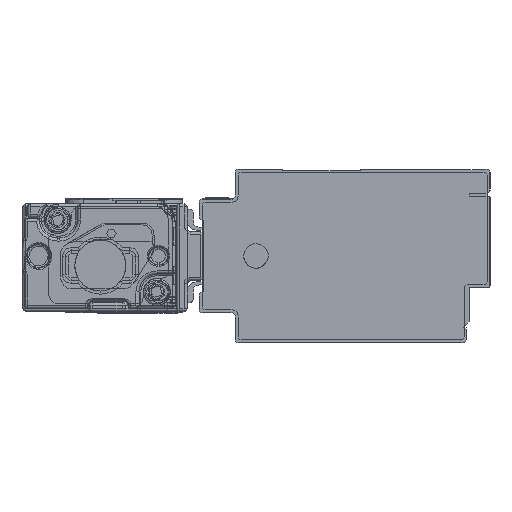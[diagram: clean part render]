
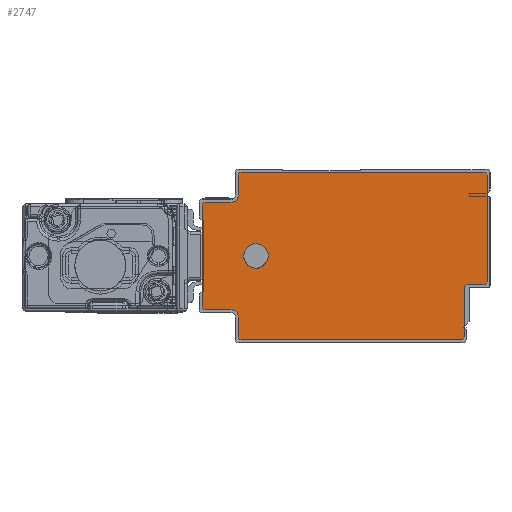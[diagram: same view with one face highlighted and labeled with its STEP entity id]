
A CAD part, left-side view. The second image highlights one B-rep face of the part: STEP entity #2747.
In plain terms, the highlighted planar face has unit normal (-1, 0, 0).
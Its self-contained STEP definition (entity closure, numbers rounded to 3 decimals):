
#1563=AXIS2_PLACEMENT_3D('Circle Axis2P3D',#1561,#1562,$) ;
#1611=AXIS2_PLACEMENT_3D('Circle Axis2P3D',#1609,#1610,$) ;
#1659=AXIS2_PLACEMENT_3D('Circle Axis2P3D',#1657,#1658,$) ;
#1707=AXIS2_PLACEMENT_3D('Circle Axis2P3D',#1705,#1706,$) ;
#2630=AXIS2_PLACEMENT_3D('Plane Axis2P3D',#2627,#2628,#2629) ;
#2634=AXIS2_PLACEMENT_3D('Circle Axis2P3D',#2632,#2633,$) ;
#2648=AXIS2_PLACEMENT_3D('Circle Axis2P3D',#2646,#2647,$) ;
#2662=AXIS2_PLACEMENT_3D('Circle Axis2P3D',#2660,#2661,$) ;
#2676=AXIS2_PLACEMENT_3D('Circle Axis2P3D',#2674,#2675,$) ;
#2690=AXIS2_PLACEMENT_3D('Circle Axis2P3D',#2688,#2689,$) ;
#2704=AXIS2_PLACEMENT_3D('Circle Axis2P3D',#2702,#2703,$) ;
#2731=AXIS2_PLACEMENT_3D('Circle Axis2P3D',#2729,#2730,$) ;
#2740=AXIS2_PLACEMENT_3D('Circle Axis2P3D',#2738,#2739,$) ;
#1514=CARTESIAN_POINT('Line Origine',(-2175.5,44.,14.5)) ;
#1518=CARTESIAN_POINT('Vertex',(-2175.5,44.,6.)) ;
#1520=CARTESIAN_POINT('Vertex',(-2175.5,44.,23.)) ;
#1561=CARTESIAN_POINT('Axis2P3D Location',(-2175.5,43.5,23.)) ;
#1565=CARTESIAN_POINT('Vertex',(-2175.5,43.5,23.5)) ;
#1585=CARTESIAN_POINT('Line Origine',(-2175.5,41.25,23.5)) ;
#1589=CARTESIAN_POINT('Vertex',(-2175.5,39.,23.5)) ;
#1609=CARTESIAN_POINT('Axis2P3D Location',(-2175.5,39.,24.5)) ;
#1613=CARTESIAN_POINT('Vertex',(-2175.5,38.,24.5)) ;
#1633=CARTESIAN_POINT('Line Origine',(-2175.5,38.,26.25)) ;
#1637=CARTESIAN_POINT('Vertex',(-2175.5,38.,28.)) ;
#1657=CARTESIAN_POINT('Axis2P3D Location',(-2175.5,37.5,28.)) ;
#1661=CARTESIAN_POINT('Vertex',(-2175.5,37.5,28.5)) ;
#1681=CARTESIAN_POINT('Line Origine',(-2175.5,17.25,28.5)) ;
#1685=CARTESIAN_POINT('Vertex',(-2175.5,-3.,28.5)) ;
#1705=CARTESIAN_POINT('Axis2P3D Location',(-2175.5,-3.,28.)) ;
#1709=CARTESIAN_POINT('Vertex',(-2175.5,-3.5,28.)) ;
#1729=CARTESIAN_POINT('Line Origine',(-2175.5,-3.5,19.1)) ;
#1733=CARTESIAN_POINT('Vertex',(-2175.5,-3.5,10.2)) ;
#2627=CARTESIAN_POINT('Axis2P3D Location',(-2175.5,0.,0.)) ;
#2632=CARTESIAN_POINT('Axis2P3D Location',(-2175.5,43.5,6.)) ;
#2636=CARTESIAN_POINT('Vertex',(-2175.5,43.5,5.5)) ;
#2639=CARTESIAN_POINT('Line Origine',(-2175.5,41.25,5.5)) ;
#2643=CARTESIAN_POINT('Vertex',(-2175.5,39.,5.5)) ;
#2646=CARTESIAN_POINT('Axis2P3D Location',(-2175.5,39.,4.5)) ;
#2650=CARTESIAN_POINT('Vertex',(-2175.5,38.,4.5)) ;
#2653=CARTESIAN_POINT('Line Origine',(-2175.5,38.,2.75)) ;
#2657=CARTESIAN_POINT('Vertex',(-2175.5,38.,1.)) ;
#2660=CARTESIAN_POINT('Axis2P3D Location',(-2175.5,37.5,1.)) ;
#2664=CARTESIAN_POINT('Vertex',(-2175.5,37.5,0.5)) ;
#2667=CARTESIAN_POINT('Line Origine',(-2175.5,19.15,0.5)) ;
#2671=CARTESIAN_POINT('Vertex',(-2175.5,0.8,0.5)) ;
#2674=CARTESIAN_POINT('Axis2P3D Location',(-2175.5,0.8,1.)) ;
#2678=CARTESIAN_POINT('Vertex',(-2175.5,0.3,1.)) ;
#2681=CARTESIAN_POINT('Line Origine',(-2175.5,0.3,5.1)) ;
#2685=CARTESIAN_POINT('Vertex',(-2175.5,0.3,9.2)) ;
#2688=CARTESIAN_POINT('Axis2P3D Location',(-2175.5,-0.2,9.2)) ;
#2692=CARTESIAN_POINT('Vertex',(-2175.5,-0.2,9.7)) ;
#2695=CARTESIAN_POINT('Line Origine',(-2175.5,-1.6,9.7)) ;
#2699=CARTESIAN_POINT('Vertex',(-2175.5,-3.,9.7)) ;
#2702=CARTESIAN_POINT('Axis2P3D Location',(-2175.5,-3.,10.2)) ;
#2729=CARTESIAN_POINT('Axis2P3D Location',(-2175.5,35.,14.5)) ;
#2733=CARTESIAN_POINT('Vertex',(-2175.5,33.186,13.509)) ;
#2735=CARTESIAN_POINT('Vertex',(-2175.5,36.814,15.491)) ;
#2738=CARTESIAN_POINT('Axis2P3D Location',(-2175.5,35.,14.5)) ;
#1515=DIRECTION('Vector Direction',(0.,0.,1.)) ;
#1562=DIRECTION('Axis2P3D Direction',(1.,0.,0.)) ;
#1586=DIRECTION('Vector Direction',(0.,1.,0.)) ;
#1610=DIRECTION('Axis2P3D Direction',(1.,0.,0.)) ;
#1634=DIRECTION('Vector Direction',(0.,0.,1.)) ;
#1658=DIRECTION('Axis2P3D Direction',(1.,0.,0.)) ;
#1682=DIRECTION('Vector Direction',(0.,1.,0.)) ;
#1706=DIRECTION('Axis2P3D Direction',(1.,0.,-0.)) ;
#1730=DIRECTION('Vector Direction',(0.,0.,-1.)) ;
#2628=DIRECTION('Axis2P3D Direction',(1.,0.,0.)) ;
#2629=DIRECTION('Axis2P3D XDirection',(0.,1.,0.)) ;
#2633=DIRECTION('Axis2P3D Direction',(1.,0.,0.)) ;
#2640=DIRECTION('Vector Direction',(0.,-1.,0.)) ;
#2647=DIRECTION('Axis2P3D Direction',(1.,0.,0.)) ;
#2654=DIRECTION('Vector Direction',(0.,0.,1.)) ;
#2661=DIRECTION('Axis2P3D Direction',(1.,0.,0.)) ;
#2668=DIRECTION('Vector Direction',(0.,-1.,0.)) ;
#2675=DIRECTION('Axis2P3D Direction',(1.,0.,0.)) ;
#2682=DIRECTION('Vector Direction',(0.,0.,-1.)) ;
#2689=DIRECTION('Axis2P3D Direction',(1.,0.,0.)) ;
#2696=DIRECTION('Vector Direction',(0.,1.,0.)) ;
#2703=DIRECTION('Axis2P3D Direction',(1.,0.,0.)) ;
#2730=DIRECTION('Axis2P3D Direction',(1.,0.,0.)) ;
#2739=DIRECTION('Axis2P3D Direction',(1.,0.,0.)) ;
#1516=VECTOR('Line Direction',#1515,1.) ;
#1587=VECTOR('Line Direction',#1586,1.) ;
#1635=VECTOR('Line Direction',#1634,1.) ;
#1683=VECTOR('Line Direction',#1682,1.) ;
#1731=VECTOR('Line Direction',#1730,1.) ;
#2641=VECTOR('Line Direction',#2640,1.) ;
#2655=VECTOR('Line Direction',#2654,1.) ;
#2669=VECTOR('Line Direction',#2668,1.) ;
#2683=VECTOR('Line Direction',#2682,1.) ;
#2697=VECTOR('Line Direction',#2696,1.) ;
#2708=ORIENTED_EDGE('',*,*,#1687,.F.) ;
#2709=ORIENTED_EDGE('',*,*,#1663,.F.) ;
#2710=ORIENTED_EDGE('',*,*,#1639,.F.) ;
#2711=ORIENTED_EDGE('',*,*,#1615,.F.) ;
#2712=ORIENTED_EDGE('',*,*,#1591,.F.) ;
#2713=ORIENTED_EDGE('',*,*,#1567,.F.) ;
#2714=ORIENTED_EDGE('',*,*,#1522,.F.) ;
#2715=ORIENTED_EDGE('',*,*,#2638,.F.) ;
#2716=ORIENTED_EDGE('',*,*,#2645,.F.) ;
#2717=ORIENTED_EDGE('',*,*,#2652,.F.) ;
#2718=ORIENTED_EDGE('',*,*,#2659,.F.) ;
#2719=ORIENTED_EDGE('',*,*,#2666,.F.) ;
#2720=ORIENTED_EDGE('',*,*,#2673,.F.) ;
#2721=ORIENTED_EDGE('',*,*,#2680,.F.) ;
#2722=ORIENTED_EDGE('',*,*,#2687,.F.) ;
#2723=ORIENTED_EDGE('',*,*,#2694,.F.) ;
#2724=ORIENTED_EDGE('',*,*,#2701,.F.) ;
#2725=ORIENTED_EDGE('',*,*,#2706,.F.) ;
#2726=ORIENTED_EDGE('',*,*,#1735,.F.) ;
#2727=ORIENTED_EDGE('',*,*,#1711,.F.) ;
#2744=ORIENTED_EDGE('',*,*,#2737,.T.) ;
#2745=ORIENTED_EDGE('',*,*,#2742,.T.) ;
#2746=FACE_BOUND('',#2743,.T.) ;
#2747=ADVANCED_FACE('\X2\FF8EFF9EFF83FF9EFF68FF70\X0\.2',(#2728,#2746),#2631,.F.) ;
#1564=CIRCLE('generated circle',#1563,0.5) ;
#1612=CIRCLE('generated circle',#1611,1.) ;
#1660=CIRCLE('generated circle',#1659,0.5) ;
#1708=CIRCLE('generated circle',#1707,0.5) ;
#2635=CIRCLE('generated circle',#2634,0.5) ;
#2649=CIRCLE('generated circle',#2648,1.) ;
#2663=CIRCLE('generated circle',#2662,0.5) ;
#2677=CIRCLE('generated circle',#2676,0.5) ;
#2691=CIRCLE('generated circle',#2690,0.5) ;
#2705=CIRCLE('generated circle',#2704,0.5) ;
#2732=CIRCLE('generated circle',#2731,2.067) ;
#2741=CIRCLE('generated circle',#2740,2.067) ;
#1522=EDGE_CURVE('',#1519,#1521,#1517,.T.) ;
#1567=EDGE_CURVE('',#1521,#1566,#1564,.T.) ;
#1591=EDGE_CURVE('',#1566,#1590,#1588,.F.) ;
#1615=EDGE_CURVE('',#1590,#1614,#1612,.F.) ;
#1639=EDGE_CURVE('',#1614,#1638,#1636,.T.) ;
#1663=EDGE_CURVE('',#1638,#1662,#1660,.T.) ;
#1687=EDGE_CURVE('',#1662,#1686,#1684,.F.) ;
#1711=EDGE_CURVE('',#1686,#1710,#1708,.T.) ;
#1735=EDGE_CURVE('',#1710,#1734,#1732,.T.) ;
#2638=EDGE_CURVE('',#2637,#1519,#2635,.T.) ;
#2645=EDGE_CURVE('',#2644,#2637,#2642,.F.) ;
#2652=EDGE_CURVE('',#2651,#2644,#2649,.F.) ;
#2659=EDGE_CURVE('',#2658,#2651,#2656,.T.) ;
#2666=EDGE_CURVE('',#2665,#2658,#2663,.T.) ;
#2673=EDGE_CURVE('',#2672,#2665,#2670,.F.) ;
#2680=EDGE_CURVE('',#2679,#2672,#2677,.T.) ;
#2687=EDGE_CURVE('',#2686,#2679,#2684,.T.) ;
#2694=EDGE_CURVE('',#2693,#2686,#2691,.F.) ;
#2701=EDGE_CURVE('',#2700,#2693,#2698,.T.) ;
#2706=EDGE_CURVE('',#1734,#2700,#2705,.T.) ;
#2737=EDGE_CURVE('',#2734,#2736,#2732,.T.) ;
#2742=EDGE_CURVE('',#2736,#2734,#2741,.T.) ;
#2707=EDGE_LOOP('',(#2708,#2709,#2710,#2711,#2712,#2713,#2714,#2715,#2716,#2717,#2718,#2719,#2720,#2721,#2722,#2723,#2724,#2725,#2726,#2727)) ;
#2743=EDGE_LOOP('',(#2744,#2745)) ;
#2728=FACE_OUTER_BOUND('',#2707,.T.) ;
#1517=LINE('Line',#1514,#1516) ;
#1588=LINE('Line',#1585,#1587) ;
#1636=LINE('Line',#1633,#1635) ;
#1684=LINE('Line',#1681,#1683) ;
#1732=LINE('Line',#1729,#1731) ;
#2642=LINE('Line',#2639,#2641) ;
#2656=LINE('Line',#2653,#2655) ;
#2670=LINE('Line',#2667,#2669) ;
#2684=LINE('Line',#2681,#2683) ;
#2698=LINE('Line',#2695,#2697) ;
#2631=PLANE('Plane',#2630) ;
#1519=VERTEX_POINT('',#1518) ;
#1521=VERTEX_POINT('',#1520) ;
#1566=VERTEX_POINT('',#1565) ;
#1590=VERTEX_POINT('',#1589) ;
#1614=VERTEX_POINT('',#1613) ;
#1638=VERTEX_POINT('',#1637) ;
#1662=VERTEX_POINT('',#1661) ;
#1686=VERTEX_POINT('',#1685) ;
#1710=VERTEX_POINT('',#1709) ;
#1734=VERTEX_POINT('',#1733) ;
#2637=VERTEX_POINT('',#2636) ;
#2644=VERTEX_POINT('',#2643) ;
#2651=VERTEX_POINT('',#2650) ;
#2658=VERTEX_POINT('',#2657) ;
#2665=VERTEX_POINT('',#2664) ;
#2672=VERTEX_POINT('',#2671) ;
#2679=VERTEX_POINT('',#2678) ;
#2686=VERTEX_POINT('',#2685) ;
#2693=VERTEX_POINT('',#2692) ;
#2700=VERTEX_POINT('',#2699) ;
#2734=VERTEX_POINT('',#2733) ;
#2736=VERTEX_POINT('',#2735) ;
